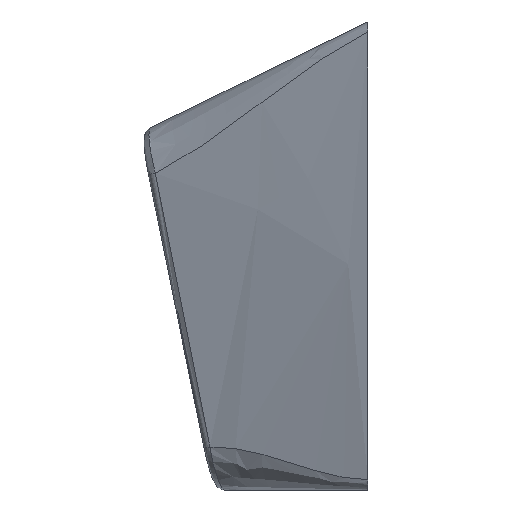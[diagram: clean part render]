
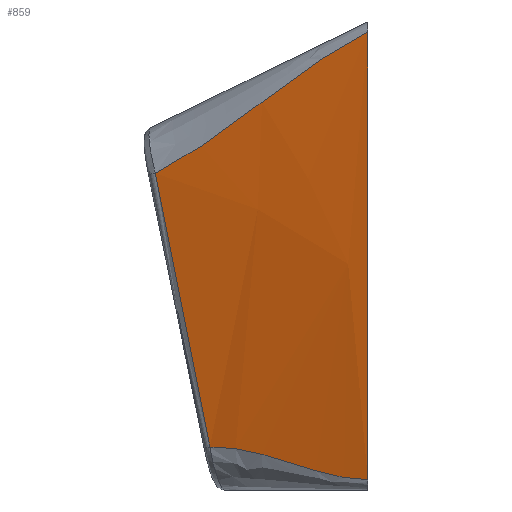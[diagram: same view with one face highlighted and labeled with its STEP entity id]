
A CAD part, left-side view. The second image highlights one B-rep face of the part: STEP entity #859.
In plain terms, the highlighted free-form (B-spline) face has degree [3, 1] with [6, 2] control points.
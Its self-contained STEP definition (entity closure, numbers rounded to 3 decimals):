
#636=VERTEX_POINT('',#637);
#637=CARTESIAN_POINT('',(0.0,0.0,-0.383));
#649=EDGE_CURVE('',#636,#650,#652,.F.);
#650=VERTEX_POINT('',#651);
#651=CARTESIAN_POINT('',(0.0,0.0,-17.6));
#652=LINE('',#653,#654);
#653=CARTESIAN_POINT('',(0.0,0.0,0.0));
#654=VECTOR('',#655,1.0);
#655=DIRECTION('',(0.0,0.0,1.0));
#859=ADVANCED_FACE('',(#860),#967,.F.);
#860=FACE_BOUND('',#861,.T.);
#861=EDGE_LOOP('',(#862,#904,#919,#966));
#862=ORIENTED_EDGE('',*,*,#863,.T.);
#863=EDGE_CURVE('',#636,#864,#866,.T.);
#864=VERTEX_POINT('',#865);
#865=CARTESIAN_POINT('',(2.897,8.171,-5.816));
#866=B_SPLINE_CURVE_WITH_KNOTS('',4,(#867,#868,#869,#870,#871,#872,#873,#874,#875,#876,#877,#878,#879,#880,#881,#882,#883,#884,#885,#886,#887,#888,#889,#890,#891,#892,#893,#894,#895,#896,#897,#898,#899,#900,#901,#902,#903),.UNSPECIFIED.,.F.,.U.,(5,4,4,4,4,4,4,4,4,5),(0.0,0.125,0.25,0.375,0.5,0.625,0.75,0.875,0.938,0.969),.UNSPECIFIED.);
#867=CARTESIAN_POINT('',(0.,0.,-0.383));
#868=CARTESIAN_POINT('',(0.092,0.267,-0.517));
#869=CARTESIAN_POINT('',(0.185,0.539,-0.664));
#870=CARTESIAN_POINT('',(0.28,0.815,-0.823));
#871=CARTESIAN_POINT('',(0.377,1.096,-0.993));
#872=CARTESIAN_POINT('',(0.464,1.35,-1.148));
#873=CARTESIAN_POINT('',(0.555,1.612,-1.315));
#874=CARTESIAN_POINT('',(0.648,1.881,-1.494));
#875=CARTESIAN_POINT('',(0.744,2.157,-1.683));
#876=CARTESIAN_POINT('',(0.827,2.394,-1.847));
#877=CARTESIAN_POINT('',(0.915,2.647,-2.026));
#878=CARTESIAN_POINT('',(1.008,2.914,-2.219));
#879=CARTESIAN_POINT('',(1.107,3.195,-2.426));
#880=CARTESIAN_POINT('',(1.177,3.392,-2.572));
#881=CARTESIAN_POINT('',(1.261,3.63,-2.75));
#882=CARTESIAN_POINT('',(1.359,3.906,-2.958));
#883=CARTESIAN_POINT('',(1.471,4.222,-3.195));
#884=CARTESIAN_POINT('',(1.613,4.619,-3.495));
#885=CARTESIAN_POINT('',(1.722,4.921,-3.72));
#886=CARTESIAN_POINT('',(1.798,5.131,-3.876));
#887=CARTESIAN_POINT('',(1.84,5.249,-3.962));
#888=CARTESIAN_POINT('',(1.946,5.542,-4.177));
#889=CARTESIAN_POINT('',(2.044,5.813,-4.37));
#890=CARTESIAN_POINT('',(2.134,6.062,-4.544));
#891=CARTESIAN_POINT('',(2.217,6.289,-4.698));
#892=CARTESIAN_POINT('',(2.321,6.575,-4.89));
#893=CARTESIAN_POINT('',(2.419,6.847,-5.067));
#894=CARTESIAN_POINT('',(2.514,7.107,-5.227));
#895=CARTESIAN_POINT('',(2.604,7.355,-5.373));
#896=CARTESIAN_POINT('',(2.654,7.495,-5.455));
#897=CARTESIAN_POINT('',(2.704,7.633,-5.533));
#898=CARTESIAN_POINT('',(2.753,7.769,-5.607));
#899=CARTESIAN_POINT('',(2.801,7.902,-5.677));
#900=CARTESIAN_POINT('',(2.819,7.952,-5.704));
#901=CARTESIAN_POINT('',(2.841,8.014,-5.736));
#902=CARTESIAN_POINT('',(2.867,8.087,-5.774));
#903=CARTESIAN_POINT('',(2.897,8.171,-5.816));
#904=ORIENTED_EDGE('',*,*,#905,.T.);
#905=EDGE_CURVE('',#864,#906,#908,.T.);
#906=VERTEX_POINT('',#907);
#907=CARTESIAN_POINT('',(2.877,6.073,-16.346));
#908=B_SPLINE_CURVE_WITH_KNOTS('',3,(#909,#910,#911,#912,#913,#914,#915,#916,#917,#918),.UNSPECIFIED.,.F.,.U.,(4,2,2,2,4),(-5.158,0.,5.369,10.738,15.896),.UNSPECIFIED.);
#909=CARTESIAN_POINT('',(2.906,9.187,-0.759));
#910=CARTESIAN_POINT('',(2.903,8.848,-2.445));
#911=CARTESIAN_POINT('',(2.9,8.509,-4.13));
#912=CARTESIAN_POINT('',(2.894,7.819,-7.571));
#913=CARTESIAN_POINT('',(2.891,7.468,-9.326));
#914=CARTESIAN_POINT('',(2.884,6.768,-12.836));
#915=CARTESIAN_POINT('',(2.88,6.42,-14.591));
#916=CARTESIAN_POINT('',(2.873,5.739,-18.033));
#917=CARTESIAN_POINT('',(2.869,5.407,-19.72));
#918=CARTESIAN_POINT('',(2.866,5.077,-21.407));
#919=ORIENTED_EDGE('',*,*,#920,.T.);
#920=EDGE_CURVE('',#906,#650,#921,.T.);
#921=B_SPLINE_CURVE_WITH_KNOTS('',4,(#922,#923,#924,#925,#926,#927,#928,#929,#930,#931,#932,#933,#934,#935,#936,#937,#938,#939,#940,#941,#942,#943,#944,#945,#946,#947,#948,#949,#950,#951,#952,#953,#954,#955,#956,#957,#958,#959,#960,#961,#962,#963,#964,#965),.UNSPECIFIED.,.F.,.U.,(5,4,4,4,4,4,4,3,4,4,4,5),(0.038,0.063,0.125,0.25,0.375,0.438,0.5,0.509,0.625,0.75,0.875,1.0),.UNSPECIFIED.);
#922=CARTESIAN_POINT('',(2.877,6.073,-16.347));
#923=CARTESIAN_POINT('',(2.856,6.029,-16.345));
#924=CARTESIAN_POINT('',(2.839,5.992,-16.345));
#925=CARTESIAN_POINT('',(2.825,5.962,-16.344));
#926=CARTESIAN_POINT('',(2.813,5.938,-16.344));
#927=CARTESIAN_POINT('',(2.768,5.841,-16.344));
#928=CARTESIAN_POINT('',(2.723,5.743,-16.346));
#929=CARTESIAN_POINT('',(2.676,5.643,-16.35));
#930=CARTESIAN_POINT('',(2.629,5.54,-16.358));
#931=CARTESIAN_POINT('',(2.544,5.358,-16.371));
#932=CARTESIAN_POINT('',(2.455,5.165,-16.393));
#933=CARTESIAN_POINT('',(2.362,4.961,-16.425));
#934=CARTESIAN_POINT('',(2.264,4.746,-16.467));
#935=CARTESIAN_POINT('',(2.186,4.577,-16.501));
#936=CARTESIAN_POINT('',(2.099,4.389,-16.543));
#937=CARTESIAN_POINT('',(2.004,4.181,-16.595));
#938=CARTESIAN_POINT('',(1.899,3.954,-16.659));
#939=CARTESIAN_POINT('',(1.862,3.873,-16.681));
#940=CARTESIAN_POINT('',(1.819,3.78,-16.708));
#941=CARTESIAN_POINT('',(1.77,3.675,-16.739));
#942=CARTESIAN_POINT('',(1.716,3.558,-16.774));
#943=CARTESIAN_POINT('',(1.67,3.459,-16.804));
#944=CARTESIAN_POINT('',(1.624,3.36,-16.835));
#945=CARTESIAN_POINT('',(1.578,3.261,-16.866));
#946=CARTESIAN_POINT('',(1.531,3.163,-16.897));
#947=CARTESIAN_POINT('',(1.523,3.146,-16.903));
#948=CARTESIAN_POINT('',(1.516,3.129,-16.908));
#949=CARTESIAN_POINT('',(1.508,3.112,-16.913));
#950=CARTESIAN_POINT('',(1.404,2.89,-16.984));
#951=CARTESIAN_POINT('',(1.315,2.701,-17.045));
#952=CARTESIAN_POINT('',(1.232,2.528,-17.1));
#953=CARTESIAN_POINT('',(1.158,2.371,-17.149));
#954=CARTESIAN_POINT('',(1.055,2.157,-17.215));
#955=CARTESIAN_POINT('',(0.958,1.954,-17.275));
#956=CARTESIAN_POINT('',(0.865,1.762,-17.329));
#957=CARTESIAN_POINT('',(0.777,1.581,-17.375));
#958=CARTESIAN_POINT('',(0.676,1.372,-17.428));
#959=CARTESIAN_POINT('',(0.578,1.172,-17.473));
#960=CARTESIAN_POINT('',(0.483,0.978,-17.51));
#961=CARTESIAN_POINT('',(0.39,0.79,-17.539));
#962=CARTESIAN_POINT('',(0.291,0.589,-17.569));
#963=CARTESIAN_POINT('',(0.193,0.391,-17.59));
#964=CARTESIAN_POINT('',(0.096,0.194,-17.6));
#965=CARTESIAN_POINT('',(0.,0.,-17.6));
#966=ORIENTED_EDGE('',*,*,#649,.F.);
#967=B_SPLINE_SURFACE_WITH_KNOTS('',3,1,((#968,#969),(#970,#971),(#972,#973),(#974,#975),(#976,#977),(#978,#979)),.UNSPECIFIED.,.F.,.F.,.U.,(4,2,4),(2,2),(0.0,0.5,1.0),(0.0,1.0),.UNSPECIFIED.);
#968=CARTESIAN_POINT('',(0.0,0.0,-18.0));
#969=CARTESIAN_POINT('',(0.0,0.0,0.0));
#970=CARTESIAN_POINT('',(0.5,1.0,-18.0));
#971=CARTESIAN_POINT('',(0.5,1.467,-0.714));
#972=CARTESIAN_POINT('',(1.0,2.0,-18.0));
#973=CARTESIAN_POINT('',(1.0,2.933,-1.428));
#974=CARTESIAN_POINT('',(2.0,4.0,-18.0));
#975=CARTESIAN_POINT('',(2.0,5.867,-2.855));
#976=CARTESIAN_POINT('',(2.5,5.0,-18.0));
#977=CARTESIAN_POINT('',(2.5,7.333,-3.569));
#978=CARTESIAN_POINT('',(3.0,6.0,-18.0));
#979=CARTESIAN_POINT('',(3.0,8.8,-4.283));
